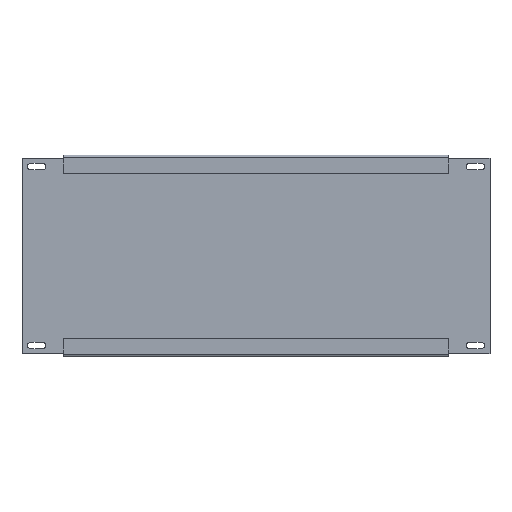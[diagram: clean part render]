
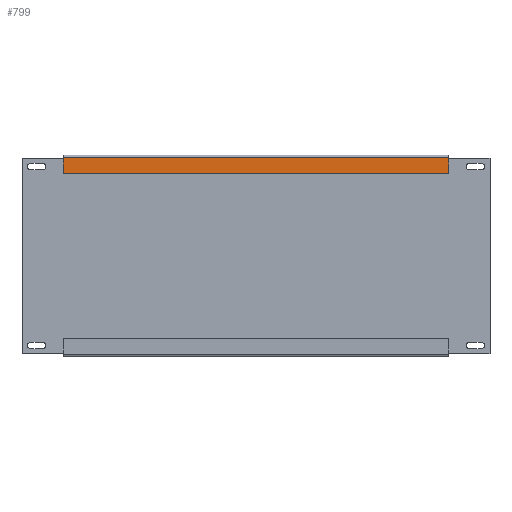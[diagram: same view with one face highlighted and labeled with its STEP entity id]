
A CAD part, top view. The second image highlights one B-rep face of the part: STEP entity #799.
In plain terms, the highlighted planar face has unit normal (0, 0, 1).
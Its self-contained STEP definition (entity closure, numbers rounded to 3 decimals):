
#12 = CARTESIAN_POINT ( 'NONE',  ( 45., 214.5, 18. ) ) ;
#31 = PLANE ( 'NONE',  #397 ) ;
#54 = EDGE_CURVE ( 'NONE', #361, #710, #1522, .T. ) ;
#209 = DIRECTION ( 'NONE',  ( -1., 0., 0. ) ) ;
#237 = VECTOR ( 'NONE', #917, 1000. ) ;
#361 = VERTEX_POINT ( 'NONE', #1636 ) ;
#397 = AXIS2_PLACEMENT_3D ( 'NONE', #637, #1234, #1830 ) ;
#411 = LINE ( 'NONE', #12, #237 ) ;
#454 = CARTESIAN_POINT ( 'NONE',  ( 45., 196.5, 18. ) ) ;
#506 = EDGE_LOOP ( 'NONE', ( #544, #1644, #1395, #1843 ) ) ;
#520 = DIRECTION ( 'NONE',  ( 0., -1., 0. ) ) ;
#528 = VECTOR ( 'NONE', #520, 1000. ) ;
#544 = ORIENTED_EDGE ( 'NONE', *, *, #54, .F. ) ;
#637 = CARTESIAN_POINT ( 'NONE',  ( 0., 0., 18. ) ) ;
#682 = VECTOR ( 'NONE', #209, 1000. ) ;
#710 = VERTEX_POINT ( 'NONE', #1080 ) ;
#722 = EDGE_CURVE ( 'NONE', #1884, #1123, #411, .T. ) ;
#795 = CARTESIAN_POINT ( 'NONE',  ( 0., 213.5, 18. ) ) ;
#799 = ADVANCED_FACE ( 'NONE', ( #1337 ), #31, .T. ) ;
#884 = CARTESIAN_POINT ( 'NONE',  ( 45., 213.5, 18. ) ) ;
#917 = DIRECTION ( 'NONE',  ( 0., 1., 0. ) ) ;
#950 = DIRECTION ( 'NONE',  ( -1., 0., 0. ) ) ;
#1080 = CARTESIAN_POINT ( 'NONE',  ( 465., 196.5, 18. ) ) ;
#1089 = LINE ( 'NONE', #795, #682 ) ;
#1123 = VERTEX_POINT ( 'NONE', #884 ) ;
#1211 = LINE ( 'NONE', #1689, #1661 ) ;
#1223 = EDGE_CURVE ( 'NONE', #710, #1884, #1211, .T. ) ;
#1234 = DIRECTION ( 'NONE',  ( 0., 0., 1. ) ) ;
#1327 = EDGE_CURVE ( 'NONE', #361, #1123, #1089, .T. ) ;
#1337 = FACE_OUTER_BOUND ( 'NONE', #506, .T. ) ;
#1395 = ORIENTED_EDGE ( 'NONE', *, *, #722, .F. ) ;
#1522 = LINE ( 'NONE', #1558, #528 ) ;
#1558 = CARTESIAN_POINT ( 'NONE',  ( 465., 196.5, 18. ) ) ;
#1636 = CARTESIAN_POINT ( 'NONE',  ( 465., 213.5, 18. ) ) ;
#1644 = ORIENTED_EDGE ( 'NONE', *, *, #1327, .T. ) ;
#1661 = VECTOR ( 'NONE', #950, 1000. ) ;
#1689 = CARTESIAN_POINT ( 'NONE',  ( 45., 196.5, 18. ) ) ;
#1830 = DIRECTION ( 'NONE',  ( 0., -1., 0. ) ) ;
#1843 = ORIENTED_EDGE ( 'NONE', *, *, #1223, .F. ) ;
#1884 = VERTEX_POINT ( 'NONE', #454 ) ;
